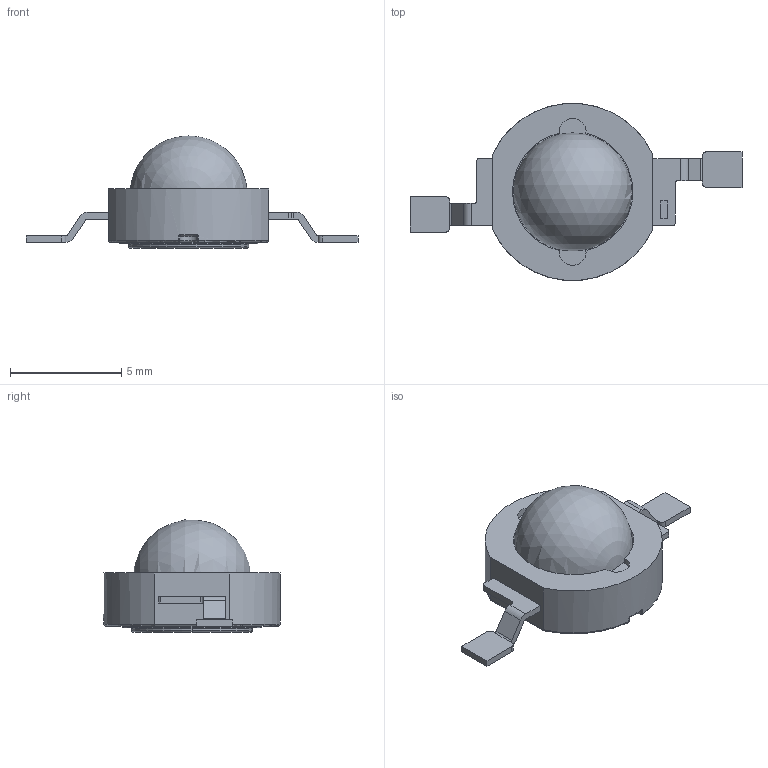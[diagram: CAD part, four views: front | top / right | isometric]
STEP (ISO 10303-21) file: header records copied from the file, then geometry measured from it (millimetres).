
FILE_DESCRIPTION(('CATIA V5 STEP Exchange'),'2;1');
FILE_NAME('Power Led.stp','2014-11-08T23:00:08+00:00',('none'),('none'),'CATIA Version 5 Release 18 GA (IN-10)','CATIA V5 STEP AP203','none');
FILE_SCHEMA(('CONFIG_CONTROL_DESIGN'));
Length unit declared in the file: millimetre
Products named in the file (1): Power Led
Bounding box: 14.9 x 7.95 x 5.03 mm (x, y, z)
Volume: 140 mm3; surface area: 284.9 mm2
Topology: 2 solids, 2 shells, 111 faces, 266 edges, 164 vertices
Faces by surface type: plane 47, cylinder 40, torus 14, bspline 8, sphere 2
Entity records: 4641 total; most frequent: CARTESIAN_POINT 2199, ORIENTED_EDGE 524, DIRECTION 410, EDGE_CURVE 262, AXIS2_PLACEMENT_3D 187, VERTEX_POINT 164, VECTOR 138, LINE 138
